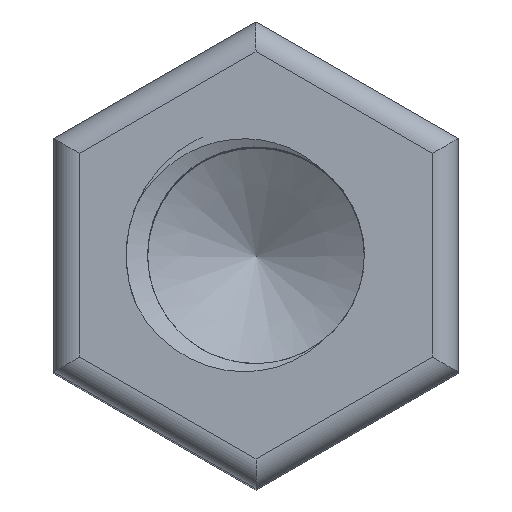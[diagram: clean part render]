
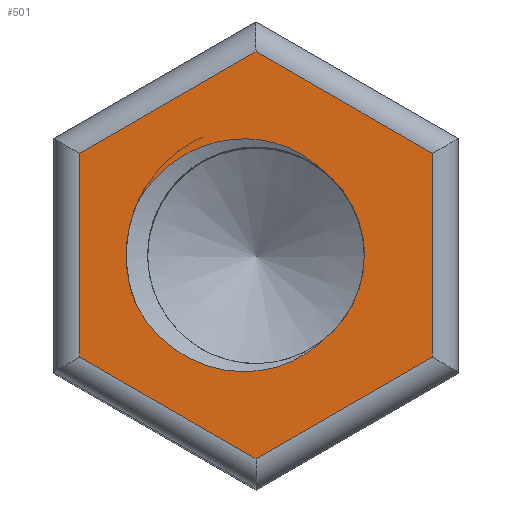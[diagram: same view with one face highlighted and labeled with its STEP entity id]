
A CAD part, top view. The second image highlights one B-rep face of the part: STEP entity #501.
In plain terms, the highlighted planar face has unit normal (0, 0, 1).
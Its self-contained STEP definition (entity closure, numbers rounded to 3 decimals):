
#137 = VERTEX_POINT('',#138);
#138 = CARTESIAN_POINT('',(2.05,-1.184,10.));
#145 = EDGE_CURVE('',#137,#146,#148,.T.);
#146 = VERTEX_POINT('',#147);
#147 = CARTESIAN_POINT('',(2.05,1.184,10.));
#148 = LINE('',#149,#150);
#149 = CARTESIAN_POINT('',(2.05,-1.357,10.));
#150 = VECTOR('',#151,1.);
#151 = DIRECTION('',(0.,1.,0.));
#257 = VERTEX_POINT('',#258);
#258 = CARTESIAN_POINT('',(0.,-2.367,10.));
#265 = EDGE_CURVE('',#257,#137,#266,.T.);
#266 = LINE('',#267,#268);
#267 = CARTESIAN_POINT('',(-0.15,-2.454,10.));
#268 = VECTOR('',#269,1.);
#269 = DIRECTION('',(0.866,0.5,0.));
#501 = ADVANCED_FACE('',(#502,#536),#629,.T.);
#502 = FACE_BOUND('',#503,.T.);
#503 = EDGE_LOOP('',(#504,#505,#513,#521,#529,#535));
#504 = ORIENTED_EDGE('',*,*,#145,.T.);
#505 = ORIENTED_EDGE('',*,*,#506,.T.);
#506 = EDGE_CURVE('',#146,#507,#509,.T.);
#507 = VERTEX_POINT('',#508);
#508 = CARTESIAN_POINT('',(0.,2.367,10.));
#509 = LINE('',#510,#511);
#510 = CARTESIAN_POINT('',(2.2,1.097,10.));
#511 = VECTOR('',#512,1.);
#512 = DIRECTION('',(-0.866,0.5,0.));
#513 = ORIENTED_EDGE('',*,*,#514,.T.);
#514 = EDGE_CURVE('',#507,#515,#517,.T.);
#515 = VERTEX_POINT('',#516);
#516 = CARTESIAN_POINT('',(-2.05,1.184,10.));
#517 = LINE('',#518,#519);
#518 = CARTESIAN_POINT('',(0.15,2.454,10.));
#519 = VECTOR('',#520,1.);
#520 = DIRECTION('',(-0.866,-0.5,0.));
#521 = ORIENTED_EDGE('',*,*,#522,.T.);
#522 = EDGE_CURVE('',#515,#523,#525,.T.);
#523 = VERTEX_POINT('',#524);
#524 = CARTESIAN_POINT('',(-2.05,-1.184,10.));
#525 = LINE('',#526,#527);
#526 = CARTESIAN_POINT('',(-2.05,1.357,10.));
#527 = VECTOR('',#528,1.);
#528 = DIRECTION('',(0.,-1.,0.));
#529 = ORIENTED_EDGE('',*,*,#530,.T.);
#530 = EDGE_CURVE('',#523,#257,#531,.T.);
#531 = LINE('',#532,#533);
#532 = CARTESIAN_POINT('',(-2.2,-1.097,10.));
#533 = VECTOR('',#534,1.);
#534 = DIRECTION('',(0.866,-0.5,0.));
#535 = ORIENTED_EDGE('',*,*,#265,.T.);
#536 = FACE_BOUND('',#537,.T.);
#537 = EDGE_LOOP('',(#538,#549,#558,#585,#604));
#538 = ORIENTED_EDGE('',*,*,#539,.F.);
#539 = EDGE_CURVE('',#540,#542,#544,.T.);
#540 = VERTEX_POINT('',#541);
#541 = CARTESIAN_POINT('',(1.26,0.,10.));
#542 = VERTEX_POINT('',#543);
#543 = CARTESIAN_POINT('',(0.748,1.014,10.));
#544 = CIRCLE('',#545,1.26);
#545 = AXIS2_PLACEMENT_3D('',#546,#547,#548);
#546 = CARTESIAN_POINT('',(0.,0.,10.));
#547 = DIRECTION('',(0.,0.,1.));
#548 = DIRECTION('',(1.,0.,0.));
#549 = ORIENTED_EDGE('',*,*,#550,.F.);
#550 = EDGE_CURVE('',#551,#540,#553,.T.);
#551 = VERTEX_POINT('',#552);
#552 = CARTESIAN_POINT('',(0.748,-1.014,10.));
#553 = CIRCLE('',#554,1.26);
#554 = AXIS2_PLACEMENT_3D('',#555,#556,#557);
#555 = CARTESIAN_POINT('',(0.,0.,10.));
#556 = DIRECTION('',(0.,0.,1.));
#557 = DIRECTION('',(1.,0.,0.));
#558 = ORIENTED_EDGE('',*,*,#559,.F.);
#559 = EDGE_CURVE('',#560,#551,#562,.T.);
#560 = VERTEX_POINT('',#561);
#561 = CARTESIAN_POINT('',(-1.395,-0.578,10.));
#562 = B_SPLINE_CURVE_WITH_KNOTS('',6,(#563,#564,#565,#566,#567,#568,
    #569,#570,#571,#572,#573,#574,#575,#576,#577,#578,#579,#580,#581,
    #582,#583,#584),.UNSPECIFIED.,.F.,.F.,(7,5,5,5,7),(0.,0.24
    ,0.483,0.733,1.),.UNSPECIFIED.);
#563 = CARTESIAN_POINT('',(-1.395,-0.578,10.));
#564 = CARTESIAN_POINT('',(-1.343,-0.677,10.));
#565 = CARTESIAN_POINT('',(-1.282,-0.771,10.));
#566 = CARTESIAN_POINT('',(-1.213,-0.86,10.));
#567 = CARTESIAN_POINT('',(-1.136,-0.941,10.));
#568 = CARTESIAN_POINT('',(-1.053,-1.015,10.));
#569 = CARTESIAN_POINT('',(-0.874,-1.147,10.));
#570 = CARTESIAN_POINT('',(-0.778,-1.204,10.));
#571 = CARTESIAN_POINT('',(-0.677,-1.252,10.));
#572 = CARTESIAN_POINT('',(-0.573,-1.291,10.));
#573 = CARTESIAN_POINT('',(-0.466,-1.319,10.));
#574 = CARTESIAN_POINT('',(-0.245,-1.355,10.));
#575 = CARTESIAN_POINT('',(-0.132,-1.362,10.));
#576 = CARTESIAN_POINT('',(-0.019,-1.358,10.));
#577 = CARTESIAN_POINT('',(0.093,-1.342,10.));
#578 = CARTESIAN_POINT('',(0.202,-1.316,10.));
#579 = CARTESIAN_POINT('',(0.419,-1.239,10.));
#580 = CARTESIAN_POINT('',(0.527,-1.187,10.));
#581 = CARTESIAN_POINT('',(0.628,-1.124,10.));
#582 = CARTESIAN_POINT('',(0.72,-1.05,10.));
#583 = CARTESIAN_POINT('',(0.804,-0.967,10.));
#584 = CARTESIAN_POINT('',(0.876,-0.876,10.));
#585 = ORIENTED_EDGE('',*,*,#586,.F.);
#586 = EDGE_CURVE('',#587,#560,#589,.T.);
#587 = VERTEX_POINT('',#588);
#588 = CARTESIAN_POINT('',(-1.395,0.578,10.));
#589 = B_SPLINE_CURVE_WITH_KNOTS('',5,(#590,#591,#592,#593,#594,#595,
    #596,#597,#598,#599,#600,#601,#602,#603),.UNSPECIFIED.,.F.,.F.,(6,4,
    4,6),(0.,0.48,0.958,1.),.UNSPECIFIED.);
#590 = CARTESIAN_POINT('',(-1.395,0.578,10.));
#591 = CARTESIAN_POINT('',(-1.439,0.473,10.));
#592 = CARTESIAN_POINT('',(-1.472,0.363,10.));
#593 = CARTESIAN_POINT('',(-1.496,0.251,10.));
#594 = CARTESIAN_POINT('',(-1.508,0.138,10.));
#595 = CARTESIAN_POINT('',(-1.512,-0.09,10.));
#596 = CARTESIAN_POINT('',(-1.503,-0.203,10.));
#597 = CARTESIAN_POINT('',(-1.483,-0.316,10.));
#598 = CARTESIAN_POINT('',(-1.453,-0.425,10.));
#599 = CARTESIAN_POINT('',(-1.41,-0.541,10.));
#600 = CARTESIAN_POINT('',(-1.406,-0.55,10.));
#601 = CARTESIAN_POINT('',(-1.403,-0.559,10.));
#602 = CARTESIAN_POINT('',(-1.399,-0.569,10.));
#603 = CARTESIAN_POINT('',(-1.395,-0.578,10.));
#604 = ORIENTED_EDGE('',*,*,#605,.F.);
#605 = EDGE_CURVE('',#542,#587,#606,.T.);
#606 = B_SPLINE_CURVE_WITH_KNOTS('',6,(#607,#608,#609,#610,#611,#612,
    #613,#614,#615,#616,#617,#618,#619,#620,#621,#622,#623,#624,#625,
    #626,#627,#628),.UNSPECIFIED.,.F.,.F.,(7,5,5,5,7),(0.,0.267
    ,0.517,0.76,1.),.UNSPECIFIED.);
#607 = CARTESIAN_POINT('',(0.876,0.876,10.));
#608 = CARTESIAN_POINT('',(0.804,0.967,10.));
#609 = CARTESIAN_POINT('',(0.72,1.05,10.));
#610 = CARTESIAN_POINT('',(0.628,1.124,10.));
#611 = CARTESIAN_POINT('',(0.527,1.187,10.));
#612 = CARTESIAN_POINT('',(0.419,1.239,10.));
#613 = CARTESIAN_POINT('',(0.202,1.316,10.));
#614 = CARTESIAN_POINT('',(0.093,1.342,10.));
#615 = CARTESIAN_POINT('',(-0.019,1.358,10.));
#616 = CARTESIAN_POINT('',(-0.132,1.362,10.));
#617 = CARTESIAN_POINT('',(-0.245,1.355,10.));
#618 = CARTESIAN_POINT('',(-0.466,1.319,10.));
#619 = CARTESIAN_POINT('',(-0.573,1.291,10.));
#620 = CARTESIAN_POINT('',(-0.677,1.252,10.));
#621 = CARTESIAN_POINT('',(-0.778,1.204,10.));
#622 = CARTESIAN_POINT('',(-0.874,1.147,10.));
#623 = CARTESIAN_POINT('',(-1.053,1.015,10.));
#624 = CARTESIAN_POINT('',(-1.136,0.941,10.));
#625 = CARTESIAN_POINT('',(-1.213,0.86,10.));
#626 = CARTESIAN_POINT('',(-1.282,0.771,10.));
#627 = CARTESIAN_POINT('',(-1.343,0.677,10.));
#628 = CARTESIAN_POINT('',(-1.395,0.578,10.));
#629 = PLANE('',#630);
#630 = AXIS2_PLACEMENT_3D('',#631,#632,#633);
#631 = CARTESIAN_POINT('',(0.,0.,10.));
#632 = DIRECTION('',(0.,0.,1.));
#633 = DIRECTION('',(1.,0.,0.));
